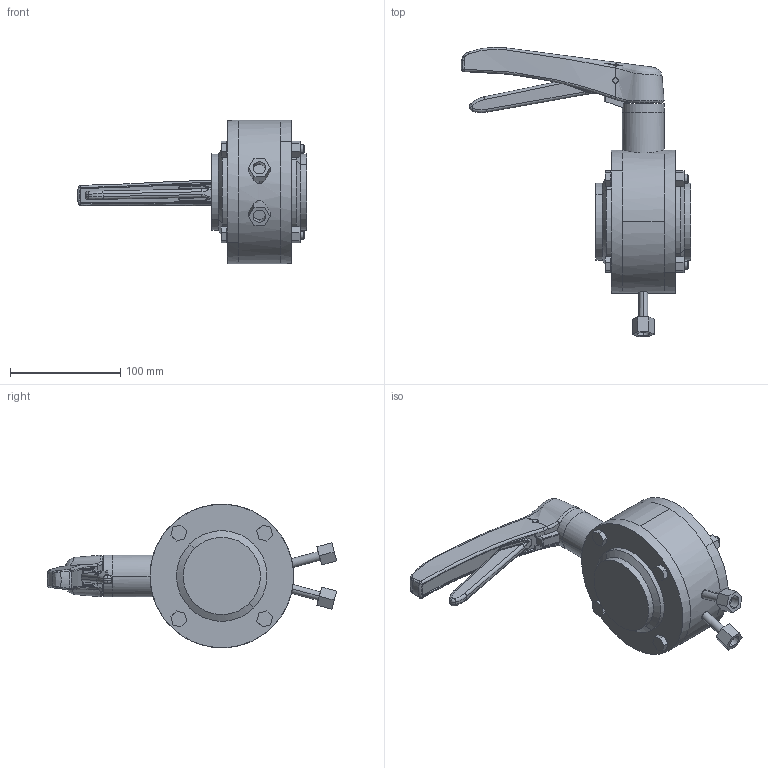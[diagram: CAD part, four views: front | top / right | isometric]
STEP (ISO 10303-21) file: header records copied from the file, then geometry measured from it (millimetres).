
FILE_DESCRIPTION (( 'STEP AP214' ), '1' );
FILE_NAME ('4367065xxx-xxx.STEP', '2014-03-07T06:32:45', ( 'install' ), ( 'Microsoft' ), 'SwSTEP 2.0', 'SolidWorks 2013', '' );
FILE_SCHEMA (( 'AUTOMOTIVE_DESIGN' ));
Length unit declared in the file: millimetre
Products named in the file (3): Group1^Leckage-Scheibenventil-+-4367065130-041DEF_-; 4367065xxx-xxx; Group2^Leckage-Scheibenventil-+-4367065130-041DEF_-
Assembly tree (2 placements, depth 2):
  4367065xxx-xxx
    Group1^Leckage-Scheibenventil-+-4367065130-041DEF_-
    Group2^Leckage-Scheibenventil-+-4367065130-041DEF_-
Bounding box: 207.97 x 261.97 x 130 mm (x, y, z)
Volume: 1073781.3 mm3; surface area: 93140.5 mm2
Topology: 2 solids, 2 shells, 348 faces, 845 edges, 521 vertices
Faces by surface type: plane 158, cylinder 88, bspline 73, torus 17, cone 12
Entity records: 17182 total; most frequent: CARTESIAN_POINT 8528, ORIENTED_EDGE 1674, DIRECTION 1379, EDGE_CURVE 837, VERTEX_POINT 521, AXIS2_PLACEMENT_3D 503, EDGE_LOOP 376, VECTOR 373
